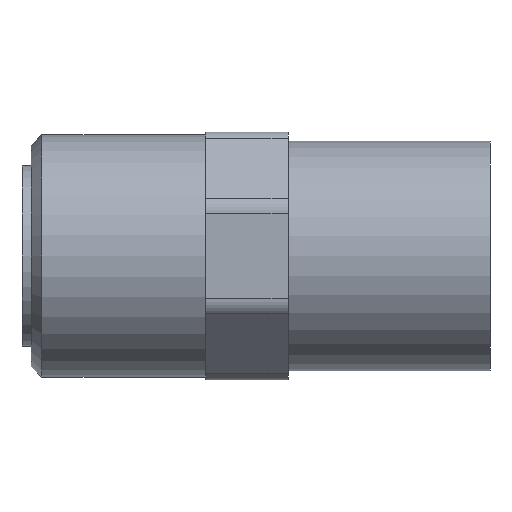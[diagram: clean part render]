
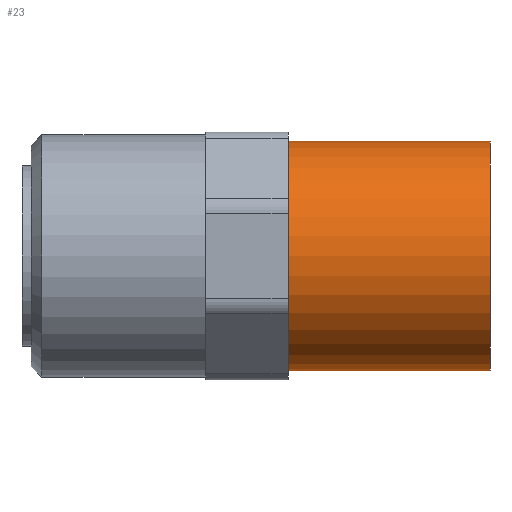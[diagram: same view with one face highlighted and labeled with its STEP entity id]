
A CAD part, front view. The second image highlights one B-rep face of the part: STEP entity #23.
In plain terms, the highlighted cylindrical face has radius 12.5 mm (diameter 25 mm), a full revolution.
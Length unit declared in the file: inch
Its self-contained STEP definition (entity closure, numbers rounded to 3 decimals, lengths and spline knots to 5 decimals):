
#23 = ADVANCED_FACE ( 'NONE', ( #197, #185 ), #149, .T. ) ;
#67 = EDGE_LOOP ( 'NONE', ( #270 ) ) ;
#77 = DIRECTION ( 'NONE',  ( 0., 1., 0. ) ) ;
#137 = AXIS2_PLACEMENT_3D ( 'NONE', #539, #501, #634 ) ;
#149 = CYLINDRICAL_SURFACE ( 'NONE', #648, 0.49213 ) ;
#173 = CARTESIAN_POINT ( 'NONE',  ( 0., 0., 0. ) ) ;
#185 = FACE_OUTER_BOUND ( 'NONE', #67, .T. ) ;
#197 = FACE_OUTER_BOUND ( 'NONE', #568, .T. ) ;
#225 = CARTESIAN_POINT ( 'NONE',  ( -0.43307, 0., 0. ) ) ;
#229 = CARTESIAN_POINT ( 'NONE',  ( -0.86614, 0.49213, 0. ) ) ;
#270 = ORIENTED_EDGE ( 'NONE', *, *, #806, .F. ) ;
#311 = AXIS2_PLACEMENT_3D ( 'NONE', #173, #434, #372 ) ;
#372 = DIRECTION ( 'NONE',  ( 0., 1., 0. ) ) ;
#434 = DIRECTION ( 'NONE',  ( 1., 0., 0. ) ) ;
#435 = DIRECTION ( 'NONE',  ( 1., 0., 0. ) ) ;
#438 = CIRCLE ( 'NONE', #137, 0.49213 ) ;
#457 = ORIENTED_EDGE ( 'NONE', *, *, #764, .T. ) ;
#501 = DIRECTION ( 'NONE',  ( 1., 0., 0. ) ) ;
#527 = CIRCLE ( 'NONE', #311, 0.49213 ) ;
#535 = VERTEX_POINT ( 'NONE', #804 ) ;
#539 = CARTESIAN_POINT ( 'NONE',  ( -0.86614, 0., 0. ) ) ;
#568 = EDGE_LOOP ( 'NONE', ( #457 ) ) ;
#634 = DIRECTION ( 'NONE',  ( 0., 1., 0. ) ) ;
#648 = AXIS2_PLACEMENT_3D ( 'NONE', #225, #435, #77 ) ;
#711 = VERTEX_POINT ( 'NONE', #229 ) ;
#764 = EDGE_CURVE ( 'NONE', #711, #711, #438, .T. ) ;
#804 = CARTESIAN_POINT ( 'NONE',  ( 0., 0.49213, 0. ) ) ;
#806 = EDGE_CURVE ( 'NONE', #535, #535, #527, .T. ) ;
